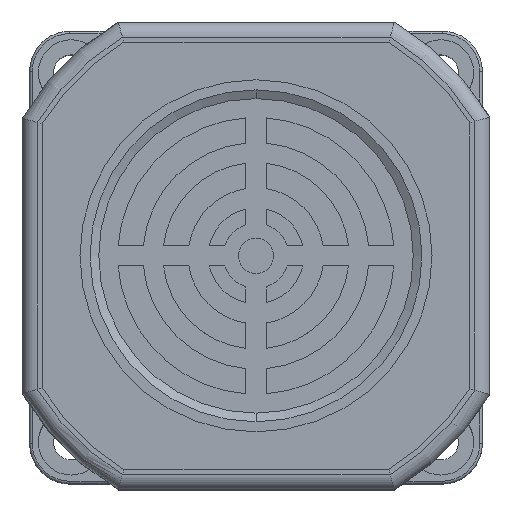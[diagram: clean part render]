
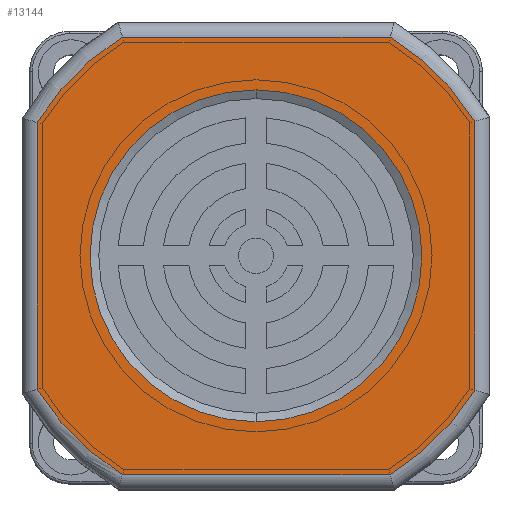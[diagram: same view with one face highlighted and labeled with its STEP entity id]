
A CAD part, top view. The second image highlights one B-rep face of the part: STEP entity #13144.
In plain terms, the highlighted face is planar.
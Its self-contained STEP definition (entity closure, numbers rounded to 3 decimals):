
#384 = CARTESIAN_POINT ( 'NONE',  ( 43.5, 0., -26.705 ) ) ;
#440 = LINE ( 'NONE', #15724, #9239 ) ;
#489 = PLANE ( 'NONE',  #6093 ) ;
#657 = DIRECTION ( 'NONE',  ( 0., 0., 1. ) ) ;
#743 = CARTESIAN_POINT ( 'NONE',  ( 0., 0., -33. ) ) ;
#1730 = EDGE_CURVE ( 'NONE', #18867, #5272, #13919, .T. ) ;
#1958 = ORIENTED_EDGE ( 'NONE', *, *, #20973, .T. ) ;
#2104 = CARTESIAN_POINT ( 'NONE',  ( 0.05, 0., 0. ) ) ;
#2321 = ORIENTED_EDGE ( 'NONE', *, *, #13916, .T. ) ;
#2378 = CIRCLE ( 'NONE', #7464, 51. ) ;
#2434 = EDGE_CURVE ( 'NONE', #7159, #17363, #9525, .T. ) ;
#2510 = DIRECTION ( 'NONE',  ( 0., -1., 0. ) ) ;
#2884 = CARTESIAN_POINT ( 'NONE',  ( 0.05, 0., -43.5 ) ) ;
#3080 = FACE_OUTER_BOUND ( 'NONE', #14749, .T. ) ;
#3716 = VERTEX_POINT ( 'NONE', #743 ) ;
#3746 = DIRECTION ( 'NONE',  ( 0., 0., 1. ) ) ;
#4815 = ORIENTED_EDGE ( 'NONE', *, *, #20541, .T. ) ;
#4908 = EDGE_LOOP ( 'NONE', ( #9013, #15759 ) ) ;
#5105 = CARTESIAN_POINT ( 'NONE',  ( -43.5, 0., -26.54 ) ) ;
#5272 = VERTEX_POINT ( 'NONE', #13528 ) ;
#5640 = EDGE_CURVE ( 'NONE', #14964, #3716, #16629, .T. ) ;
#5687 = AXIS2_PLACEMENT_3D ( 'NONE', #20442, #10525, #657 ) ;
#5838 = DIRECTION ( 'NONE',  ( 0., 0., -1. ) ) ;
#5858 = CARTESIAN_POINT ( 'NONE',  ( 0.05, 0., 43.5 ) ) ;
#5872 = CIRCLE ( 'NONE', #5687, 51. ) ;
#6002 = CARTESIAN_POINT ( 'NONE',  ( 0.05, 0., 0. ) ) ;
#6093 = AXIS2_PLACEMENT_3D ( 'NONE', #20259, #16932, #12019 ) ;
#6231 = DIRECTION ( 'NONE',  ( 0., -1., 0. ) ) ;
#7039 = ORIENTED_EDGE ( 'NONE', *, *, #14202, .T. ) ;
#7159 = VERTEX_POINT ( 'NONE', #17827 ) ;
#7464 = AXIS2_PLACEMENT_3D ( 'NONE', #2104, #13657, #3746 ) ;
#7646 = DIRECTION ( 'NONE',  ( 0., 0., 1. ) ) ;
#7768 = AXIS2_PLACEMENT_3D ( 'NONE', #8152, #19700, #9828 ) ;
#8152 = CARTESIAN_POINT ( 'NONE',  ( 0., 0., 0. ) ) ;
#8684 = DIRECTION ( 'NONE',  ( 0., 0., 1. ) ) ;
#9013 = ORIENTED_EDGE ( 'NONE', *, *, #14315, .F. ) ;
#9194 = DIRECTION ( 'NONE',  ( -1., 0., 0. ) ) ;
#9239 = VECTOR ( 'NONE', #5838, 1000. ) ;
#9269 = LINE ( 'NONE', #2884, #17522 ) ;
#9299 = AXIS2_PLACEMENT_3D ( 'NONE', #6002, #17559, #7646 ) ;
#9525 = CIRCLE ( 'NONE', #20283, 51. ) ;
#9550 = VECTOR ( 'NONE', #9194, 1000. ) ;
#9798 = LINE ( 'NONE', #20228, #18045 ) ;
#9828 = DIRECTION ( 'NONE',  ( 0., 0., -1. ) ) ;
#10294 = ORIENTED_EDGE ( 'NONE', *, *, #11674, .T. ) ;
#10525 = DIRECTION ( 'NONE',  ( 0., -1., 0. ) ) ;
#11674 = EDGE_CURVE ( 'NONE', #16481, #18867, #2378, .T. ) ;
#12019 = DIRECTION ( 'NONE',  ( 0., 0., 1. ) ) ;
#12415 = CARTESIAN_POINT ( 'NONE',  ( 0.05, 0., 0. ) ) ;
#12432 = CARTESIAN_POINT ( 'NONE',  ( 43.5, 0., 26.705 ) ) ;
#12508 = ORIENTED_EDGE ( 'NONE', *, *, #1730, .T. ) ;
#13144 = ADVANCED_FACE ( 'NONE', ( #3080, #15226 ), #489, .F. ) ;
#13400 = CARTESIAN_POINT ( 'NONE',  ( 0., 0., 33. ) ) ;
#13528 = CARTESIAN_POINT ( 'NONE',  ( -26.572, 0., 43.5 ) ) ;
#13647 = ORIENTED_EDGE ( 'NONE', *, *, #20450, .T. ) ;
#13657 = DIRECTION ( 'NONE',  ( 0., -1., 0. ) ) ;
#13916 = EDGE_CURVE ( 'NONE', #17363, #16481, #9798, .T. ) ;
#13919 = LINE ( 'NONE', #5858, #9550 ) ;
#14058 = DIRECTION ( 'NONE',  ( 0., 0., 1. ) ) ;
#14202 = EDGE_CURVE ( 'NONE', #16109, #7159, #9269, .T. ) ;
#14315 = EDGE_CURVE ( 'NONE', #3716, #14964, #20360, .T. ) ;
#14442 = DIRECTION ( 'NONE',  ( 1., 0., 0. ) ) ;
#14749 = EDGE_LOOP ( 'NONE', ( #4815, #13647, #7039, #19399, #2321, #10294, #12508, #1958 ) ) ;
#14964 = VERTEX_POINT ( 'NONE', #13400 ) ;
#15226 = FACE_BOUND ( 'NONE', #4908, .T. ) ;
#15724 = CARTESIAN_POINT ( 'NONE',  ( -43.5, 0., 0. ) ) ;
#15759 = ORIENTED_EDGE ( 'NONE', *, *, #5640, .F. ) ;
#16108 = CARTESIAN_POINT ( 'NONE',  ( 0., 0., 0. ) ) ;
#16109 = VERTEX_POINT ( 'NONE', #17299 ) ;
#16481 = VERTEX_POINT ( 'NONE', #12432 ) ;
#16629 = CIRCLE ( 'NONE', #19771, 33. ) ;
#16701 = VERTEX_POINT ( 'NONE', #5105 ) ;
#16932 = DIRECTION ( 'NONE',  ( 0., 1., 0. ) ) ;
#17299 = CARTESIAN_POINT ( 'NONE',  ( -26.572, 0., -43.5 ) ) ;
#17363 = VERTEX_POINT ( 'NONE', #384 ) ;
#17522 = VECTOR ( 'NONE', #14442, 1000. ) ;
#17559 = DIRECTION ( 'NONE',  ( 0., -1., 0. ) ) ;
#17784 = DIRECTION ( 'NONE',  ( 0., 0., -1. ) ) ;
#17827 = CARTESIAN_POINT ( 'NONE',  ( 26.673, 0., -43.5 ) ) ;
#17853 = VERTEX_POINT ( 'NONE', #19066 ) ;
#18045 = VECTOR ( 'NONE', #8684, 1000. ) ;
#18842 = CARTESIAN_POINT ( 'NONE',  ( 26.673, 0., 43.5 ) ) ;
#18867 = VERTEX_POINT ( 'NONE', #18842 ) ;
#19066 = CARTESIAN_POINT ( 'NONE',  ( -43.5, 0., 26.54 ) ) ;
#19399 = ORIENTED_EDGE ( 'NONE', *, *, #2434, .T. ) ;
#19700 = DIRECTION ( 'NONE',  ( 0., -1., 0. ) ) ;
#19771 = AXIS2_PLACEMENT_3D ( 'NONE', #16108, #6231, #17784 ) ;
#20046 = CIRCLE ( 'NONE', #9299, 51. ) ;
#20228 = CARTESIAN_POINT ( 'NONE',  ( 43.5, 0., 0. ) ) ;
#20259 = CARTESIAN_POINT ( 'NONE',  ( 0.05, 0., 0. ) ) ;
#20283 = AXIS2_PLACEMENT_3D ( 'NONE', #12415, #2510, #14058 ) ;
#20360 = CIRCLE ( 'NONE', #7768, 33. ) ;
#20442 = CARTESIAN_POINT ( 'NONE',  ( 0.05, 0., 0. ) ) ;
#20450 = EDGE_CURVE ( 'NONE', #16701, #16109, #5872, .T. ) ;
#20541 = EDGE_CURVE ( 'NONE', #17853, #16701, #440, .T. ) ;
#20973 = EDGE_CURVE ( 'NONE', #5272, #17853, #20046, .T. ) ;
